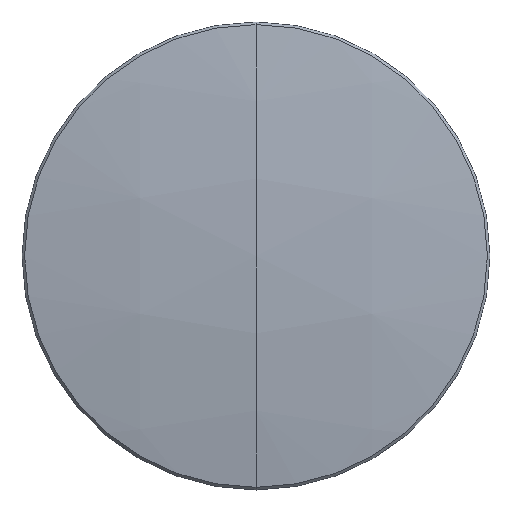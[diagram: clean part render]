
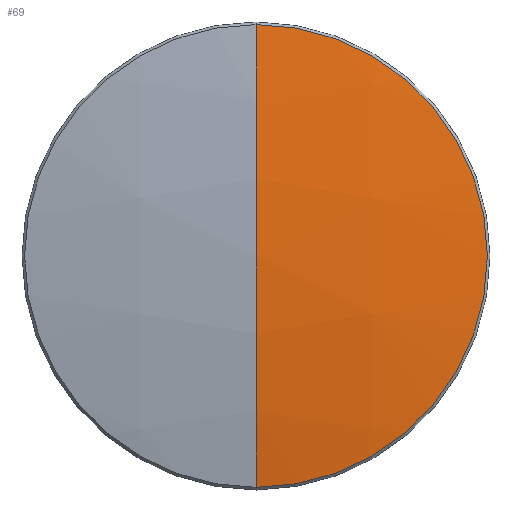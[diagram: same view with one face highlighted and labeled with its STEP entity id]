
A CAD part, top view. The second image highlights one B-rep face of the part: STEP entity #69.
In plain terms, the highlighted spherical face has radius 77.26 mm.
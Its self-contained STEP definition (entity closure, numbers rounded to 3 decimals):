
#66 = EDGE_CURVE ( 'NONE', #67, #72, #239, .T. ) ;
#67 = VERTEX_POINT ( 'NONE', #236 ) ;
#69 = ADVANCED_FACE ( 'NONE', ( #297 ), #294, .T. ) ;
#70 = VERTEX_POINT ( 'NONE', #296 ) ;
#72 = VERTEX_POINT ( 'NONE', #378 ) ;
#75 = ORIENTED_EDGE ( 'NONE', *, *, #82, .T. ) ;
#76 = EDGE_CURVE ( 'NONE', #72, #70, #323, .T. ) ;
#81 = ORIENTED_EDGE ( 'NONE', *, *, #76, .F. ) ;
#82 = EDGE_CURVE ( 'NONE', #67, #70, #339, .T. ) ;
#84 = ORIENTED_EDGE ( 'NONE', *, *, #66, .F. ) ;
#86 = EDGE_LOOP ( 'NONE', ( #84, #75, #81 ) ) ;
#236 = CARTESIAN_POINT ( 'NONE',  ( -13.554, 18.236, -3.712 ) ) ;
#238 = CARTESIAN_POINT ( 'NONE',  ( -13.554, 18.236, -80.972 ) ) ;
#239 = CIRCLE ( 'NONE', #301, 77.26 ) ;
#294 = SPHERICAL_SURFACE ( 'NONE', #302, 77.26 ) ;
#296 = CARTESIAN_POINT ( 'NONE',  ( -13.554, 5.677, -4.74 ) ) ;
#297 = FACE_OUTER_BOUND ( 'NONE', #86, .T. ) ;
#299 = DIRECTION ( 'NONE',  ( 0., 0., 1. ) ) ;
#300 = DIRECTION ( 'NONE',  ( -1., 0., 0. ) ) ;
#301 = AXIS2_PLACEMENT_3D ( 'NONE', #238, #300, #299 ) ;
#302 = AXIS2_PLACEMENT_3D ( 'NONE', #303, #316, #310 ) ;
#303 = CARTESIAN_POINT ( 'NONE',  ( -13.554, 18.236, -80.972 ) ) ;
#310 = DIRECTION ( 'NONE',  ( 0., 1., 0. ) ) ;
#316 = DIRECTION ( 'NONE',  ( 1., 0., 0. ) ) ;
#323 = CIRCLE ( 'NONE', #352, 12.559 ) ;
#339 = CIRCLE ( 'NONE', #377, 77.26 ) ;
#352 = AXIS2_PLACEMENT_3D ( 'NONE', #371, #370, #369 ) ;
#369 = DIRECTION ( 'NONE',  ( 0., 1., 0. ) ) ;
#370 = DIRECTION ( 'NONE',  ( 0., 0., -1. ) ) ;
#371 = CARTESIAN_POINT ( 'NONE',  ( -13.554, 18.236, -4.74 ) ) ;
#377 = AXIS2_PLACEMENT_3D ( 'NONE', #386, #385, #384 ) ;
#378 = CARTESIAN_POINT ( 'NONE',  ( -13.554, 30.795, -4.74 ) ) ;
#384 = DIRECTION ( 'NONE',  ( 0., 1., 0. ) ) ;
#385 = DIRECTION ( 'NONE',  ( 1., 0., 0. ) ) ;
#386 = CARTESIAN_POINT ( 'NONE',  ( -13.554, 18.236, -80.972 ) ) ;
